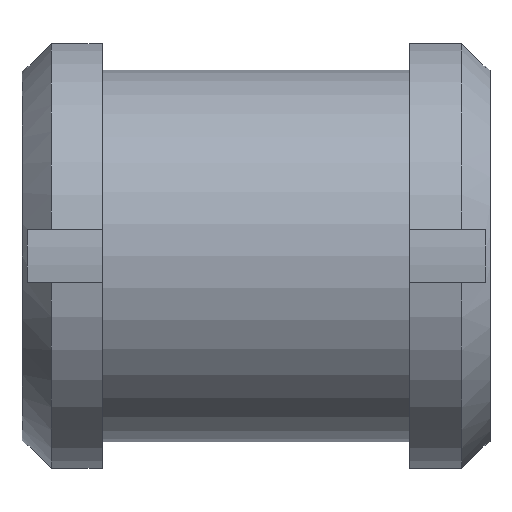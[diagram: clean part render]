
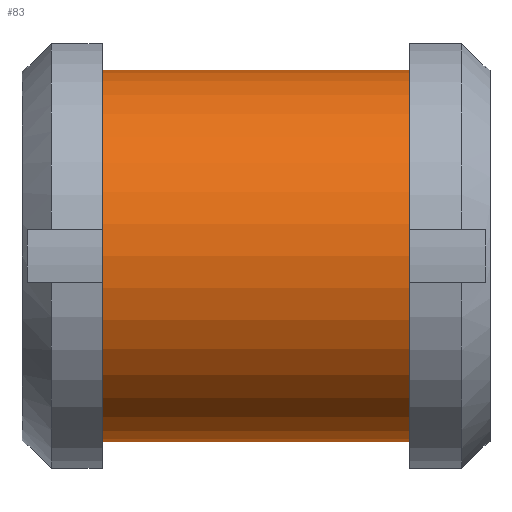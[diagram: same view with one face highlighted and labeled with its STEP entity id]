
A CAD part, left-side view. The second image highlights one B-rep face of the part: STEP entity #83.
In plain terms, the highlighted cylindrical face has radius 13.9 mm (diameter 27.8 mm), a full revolution.
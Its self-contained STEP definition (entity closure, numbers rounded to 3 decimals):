
#83 = ADVANCED_FACE( '', ( #207, #208 ), #209, .T. );
#207 = FACE_OUTER_BOUND( '', #386, .T. );
#208 = FACE_OUTER_BOUND( '', #387, .T. );
#209 = CYLINDRICAL_SURFACE( '', #388, 13.9 );
#386 = EDGE_LOOP( '', ( #576 ) );
#387 = EDGE_LOOP( '', ( #577 ) );
#388 = AXIS2_PLACEMENT_3D( '', #578, #579, #580 );
#576 = ORIENTED_EDGE( '', *, *, #994, .T. );
#577 = ORIENTED_EDGE( '', *, *, #995, .F. );
#578 = CARTESIAN_POINT( '', ( 0., 0., 0. ) );
#579 = DIRECTION( '', ( 0., 1., 0. ) );
#580 = DIRECTION( '', ( 0., 0., -1. ) );
#994 = EDGE_CURVE( '', #1172, #1172, #1173, .T. );
#995 = EDGE_CURVE( '', #1174, #1174, #1175, .T. );
#1172 = VERTEX_POINT( '', #1423 );
#1173 = CIRCLE( '', #1424, 13.9 );
#1174 = VERTEX_POINT( '', #1425 );
#1175 = CIRCLE( '', #1426, 13.9 );
#1423 = CARTESIAN_POINT( '', ( 0., 29., -13.9 ) );
#1424 = AXIS2_PLACEMENT_3D( '', #1767, #1768, #1769 );
#1425 = CARTESIAN_POINT( '', ( 0., 6., -13.9 ) );
#1426 = AXIS2_PLACEMENT_3D( '', #1770, #1771, #1772 );
#1767 = CARTESIAN_POINT( '', ( 0., 29., 0. ) );
#1768 = DIRECTION( '', ( 0., -1., 0. ) );
#1769 = DIRECTION( '', ( 0., 0., -1. ) );
#1770 = CARTESIAN_POINT( '', ( 0., 6., 0. ) );
#1771 = DIRECTION( '', ( 0., -1., 0. ) );
#1772 = DIRECTION( '', ( 0., 0., -1. ) );
